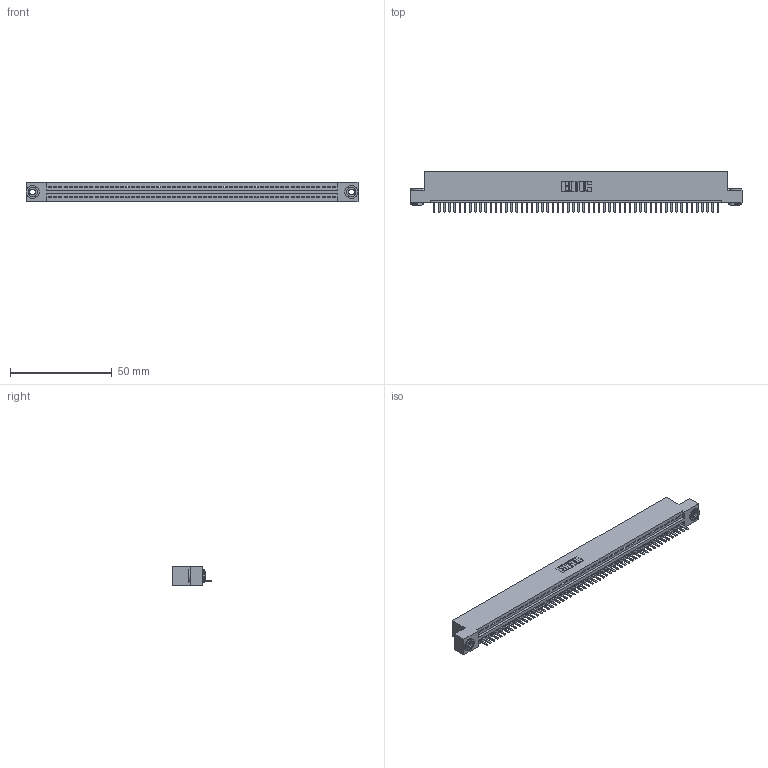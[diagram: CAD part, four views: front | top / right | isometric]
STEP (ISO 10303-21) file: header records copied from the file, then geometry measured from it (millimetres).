
FILE_DESCRIPTION (( 'STEP AP203' ), '1' );
FILE_NAME ('345-056-520-103.STEP', '2019-10-10T05:01:53', ( '' ), ( '' ), 'SwSTEP 2.0', 'SolidWorks 2016', '' );
FILE_SCHEMA (( 'CONFIG_CONTROL_DESIGN' ));
Length unit declared in the file: inch
Products named in the file (4): 345-250-002_345-250-002-102; 345-292-001_345-293-120; 345-056-520-103; 345 Part_Flush Mounting Lugs - 0.156 Dia-TH
Assembly tree (59 placements, depth 2):
  345-056-520-103
    345 Part_Flush Mounting Lugs - 0.156 Dia-TH
    345-292-001_345-293-120  x56
    345-250-002_345-250-002-102  x2
Bounding box: 163.45 x 19.68 x 9.4 mm (x, y, z)
Volume: 15497.5 mm3; surface area: 20472.6 mm2
Topology: 59 solids, 59 shells, 3636 faces, 10721 edges, 6994 vertices
Faces by surface type: plane 2442, cylinder 1186, cone 8
Entity records: 41026 total; most frequent: CARTESIAN_POINT 7095, ORIENTED_EDGE 7066, DIRECTION 6195, EDGE_CURVE 3533, VECTOR 3149, LINE 3149, VERTEX_POINT 2350, AXIS2_PLACEMENT_3D 1523
